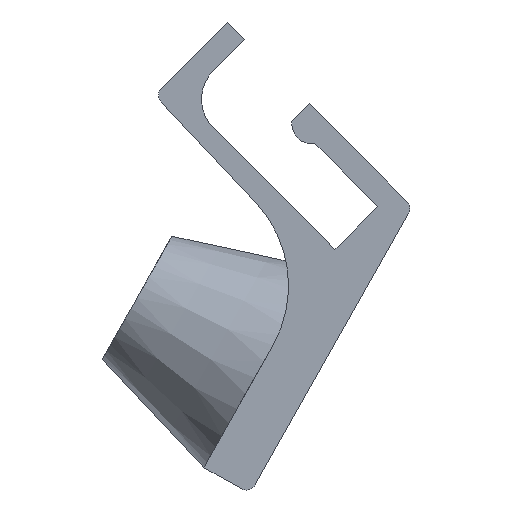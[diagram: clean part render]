
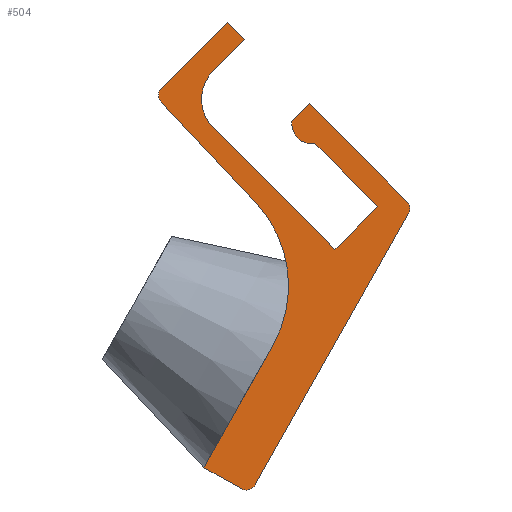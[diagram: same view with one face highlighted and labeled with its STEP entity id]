
A CAD part, front view. The second image highlights one B-rep face of the part: STEP entity #504.
In plain terms, the highlighted planar face has unit normal (0, -1, 0).
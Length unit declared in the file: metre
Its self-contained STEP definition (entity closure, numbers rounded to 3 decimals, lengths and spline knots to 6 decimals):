
#29=LINE('',#754,#75);
#34=LINE('',#766,#80);
#35=LINE('',#768,#81);
#39=LINE('',#777,#85);
#45=LINE('',#790,#91);
#49=LINE('',#802,#95);
#52=LINE('',#808,#98);
#55=LINE('',#814,#101);
#59=LINE('',#826,#105);
#62=LINE('',#832,#108);
#65=LINE('',#838,#111);
#67=LINE('',#843,#113);
#75=VECTOR('',#602,1.);
#80=VECTOR('',#611,1.);
#81=VECTOR('',#614,1.);
#85=VECTOR('',#620,1.);
#91=VECTOR('',#628,1.);
#95=VECTOR('',#640,1.);
#98=VECTOR('',#645,1.);
#101=VECTOR('',#650,1.);
#105=VECTOR('',#662,1.);
#108=VECTOR('',#667,1.);
#111=VECTOR('',#672,1.);
#113=VECTOR('',#676,1.);
#182=ORIENTED_EDGE('',*,*,#270,.F.);
#183=ORIENTED_EDGE('',*,*,#310,.T.);
#184=ORIENTED_EDGE('',*,*,#271,.F.);
#185=ORIENTED_EDGE('',*,*,#311,.T.);
#186=ORIENTED_EDGE('',*,*,#275,.F.);
#187=ORIENTED_EDGE('',*,*,#281,.F.);
#188=ORIENTED_EDGE('',*,*,#284,.T.);
#189=ORIENTED_EDGE('',*,*,#287,.F.);
#190=ORIENTED_EDGE('',*,*,#290,.F.);
#191=ORIENTED_EDGE('',*,*,#293,.F.);
#192=ORIENTED_EDGE('',*,*,#296,.F.);
#193=ORIENTED_EDGE('',*,*,#299,.F.);
#194=ORIENTED_EDGE('',*,*,#302,.T.);
#195=ORIENTED_EDGE('',*,*,#305,.F.);
#196=ORIENTED_EDGE('',*,*,#312,.T.);
#197=ORIENTED_EDGE('',*,*,#307,.F.);
#198=ORIENTED_EDGE('',*,*,#313,.T.);
#199=ORIENTED_EDGE('',*,*,#264,.T.);
#264=EDGE_CURVE('',#333,#334,#29,.T.);
#270=EDGE_CURVE('',#337,#334,#34,.T.);
#271=EDGE_CURVE('',#338,#339,#35,.T.);
#275=EDGE_CURVE('',#342,#343,#39,.T.);
#281=EDGE_CURVE('',#347,#342,#45,.T.);
#284=EDGE_CURVE('',#347,#349,#379,.T.);
#287=EDGE_CURVE('',#351,#349,#49,.T.);
#290=EDGE_CURVE('',#353,#351,#52,.T.);
#293=EDGE_CURVE('',#355,#353,#55,.T.);
#296=EDGE_CURVE('',#357,#355,#381,.T.);
#299=EDGE_CURVE('',#359,#357,#59,.T.);
#302=EDGE_CURVE('',#359,#361,#62,.T.);
#305=EDGE_CURVE('',#363,#361,#65,.T.);
#307=EDGE_CURVE('',#365,#366,#67,.T.);
#310=EDGE_CURVE('',#337,#339,#382,.T.);
#311=EDGE_CURVE('',#338,#343,#383,.T.);
#312=EDGE_CURVE('',#363,#366,#384,.T.);
#313=EDGE_CURVE('',#365,#333,#385,.F.);
#333=VERTEX_POINT('',#755);
#334=VERTEX_POINT('',#756);
#337=VERTEX_POINT('',#765);
#338=VERTEX_POINT('',#769);
#339=VERTEX_POINT('',#770);
#342=VERTEX_POINT('',#778);
#343=VERTEX_POINT('',#779);
#347=VERTEX_POINT('',#789);
#349=VERTEX_POINT('',#795);
#351=VERTEX_POINT('',#801);
#353=VERTEX_POINT('',#807);
#355=VERTEX_POINT('',#813);
#357=VERTEX_POINT('',#819);
#359=VERTEX_POINT('',#825);
#361=VERTEX_POINT('',#831);
#363=VERTEX_POINT('',#837);
#365=VERTEX_POINT('',#842);
#366=VERTEX_POINT('',#844);
#379=CIRCLE('',#544,0.001);
#381=CIRCLE('',#550,0.002);
#382=CIRCLE('',#556,0.0005);
#383=CIRCLE('',#557,0.0005);
#384=CIRCLE('',#558,0.0005);
#385=CIRCLE('',#559,0.006);
#412=EDGE_LOOP('',(#182,#183,#184,#185,#186,#187,#188,#189,#190,#191,#192,
#193,#194,#195,#196,#197,#198,#199));
#448=FACE_BOUND('',#412,.T.);
#482=PLANE('',#555);
#504=ADVANCED_FACE('',(#448),#482,.T.);
#544=AXIS2_PLACEMENT_3D('',#796,#634,#635);
#550=AXIS2_PLACEMENT_3D('',#820,#656,#657);
#555=AXIS2_PLACEMENT_3D('',#848,#679,#680);
#556=AXIS2_PLACEMENT_3D('',#849,#681,#682);
#557=AXIS2_PLACEMENT_3D('',#850,#683,#684);
#558=AXIS2_PLACEMENT_3D('',#851,#685,#686);
#559=AXIS2_PLACEMENT_3D('',#852,#687,#688);
#602=DIRECTION('',(-0.492,0.,-0.871));
#611=DIRECTION('',(-0.871,0.,0.492));
#614=DIRECTION('',(-0.492,0.,-0.871));
#620=DIRECTION('',(0.707,0.,-0.707));
#628=DIRECTION('',(0.707,0.,0.707));
#634=DIRECTION('',(0.,-1.,0.));
#635=DIRECTION('',(0.,0.,-1.));
#640=DIRECTION('',(-0.707,0.,0.707));
#645=DIRECTION('',(0.707,0.,0.707));
#650=DIRECTION('',(0.705,0.,-0.71));
#656=DIRECTION('',(0.,-1.,0.));
#657=DIRECTION('',(0.,0.,-1.));
#662=DIRECTION('',(-0.707,0.,-0.707));
#667=DIRECTION('',(-0.707,0.,0.707));
#672=DIRECTION('',(0.707,0.,0.707));
#676=DIRECTION('',(-0.685,0.,0.728));
#679=DIRECTION('',(0.,-1.,0.));
#680=DIRECTION('',(1.,0.,0.));
#681=DIRECTION('',(0.,-1.,0.));
#682=DIRECTION('',(0.,0.,-1.));
#683=DIRECTION('',(0.,-1.,0.));
#684=DIRECTION('',(0.,0.,-1.));
#685=DIRECTION('',(0.,-1.,0.));
#686=DIRECTION('',(0.,0.,-1.));
#687=DIRECTION('',(0.,-1.,0.));
#688=DIRECTION('',(0.,0.,-1.));
#754=CARTESIAN_POINT('',(0.00797,-0.1,0.000719));
#755=CARTESIAN_POINT('',(0.005885,-0.1,-0.002972));
#756=CARTESIAN_POINT('',(0.002473,-0.1,-0.009015));
#765=CARTESIAN_POINT('',(0.00432,-0.1,-0.010057));
#766=CARTESIAN_POINT('',(0.002972,-0.1,-0.009296));
#768=CARTESIAN_POINT('',(0.008762,-0.1,-0.003207));
#769=CARTESIAN_POINT('',(0.012583,-0.1,0.003558));
#770=CARTESIAN_POINT('',(0.005001,-0.1,-0.009868));
#777=CARTESIAN_POINT('',(0.010224,-0.1,0.006435));
#778=CARTESIAN_POINT('',(0.007679,-0.1,0.00898));
#779=CARTESIAN_POINT('',(0.012501,-0.1,0.004158));
#789=CARTESIAN_POINT('',(0.00683,-0.1,0.008132));
#790=CARTESIAN_POINT('',(0.007254,-0.1,0.008556));
#795=CARTESIAN_POINT('',(0.007961,-0.1,0.007));
#796=CARTESIAN_POINT('',(0.00782,-0.1,0.00799));
#801=CARTESIAN_POINT('',(0.011073,-0.1,0.003889));
#802=CARTESIAN_POINT('',(0.009517,-0.1,0.005445));
#807=CARTESIAN_POINT('',(0.008951,-0.1,0.001768));
#808=CARTESIAN_POINT('',(0.010012,-0.1,0.002828));
#813=CARTESIAN_POINT('',(0.002717,-0.1,0.008045));
#814=CARTESIAN_POINT('',(0.005834,-0.1,0.004907));
#819=CARTESIAN_POINT('',(0.002941,-0.1,0.010607));
#820=CARTESIAN_POINT('',(0.004355,-0.1,0.009192));
#825=CARTESIAN_POINT('',(0.004497,-0.1,0.012162));
#826=CARTESIAN_POINT('',(0.003719,-0.1,0.011384));
#831=CARTESIAN_POINT('',(0.003648,-0.1,0.013011));
#832=CARTESIAN_POINT('',(0.004072,-0.1,0.012587));
#837=CARTESIAN_POINT('',(0.000377,-0.1,0.00974));
#838=CARTESIAN_POINT('',(0.001841,-0.1,0.011204));
#842=CARTESIAN_POINT('',(0.00503,-0.1,0.004091));
#843=CARTESIAN_POINT('',(0.004046,-0.1,0.005136));
#844=CARTESIAN_POINT('',(0.000367,-0.1,0.009044));
#848=CARTESIAN_POINT('',(-0.013649,-0.1,0.012526));
#849=CARTESIAN_POINT('',(0.004566,-0.1,-0.009622));
#850=CARTESIAN_POINT('',(0.012148,-0.1,0.003804));
#851=CARTESIAN_POINT('',(0.000731,-0.1,0.009386));
#852=CARTESIAN_POINT('',(0.000661,-0.1,-0.000022));
